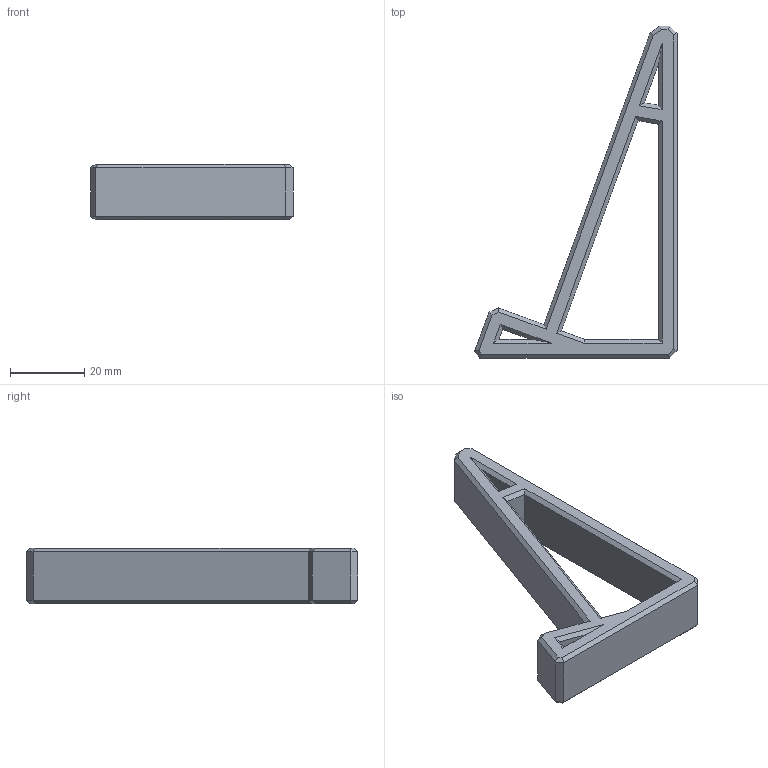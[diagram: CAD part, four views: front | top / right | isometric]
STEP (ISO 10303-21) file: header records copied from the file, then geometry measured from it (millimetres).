
FILE_DESCRIPTION(/* description */ (''),/* implementation_level */ '2;1');
FILE_NAME(/* name */ 'Open_Core0 Stand v1.0.step',/* time_stamp */ '2023-11-23T23:15:01-05:00',/* author */ (''),/* organization */ (''),/* preprocessor_version */ 'ST-DEVELOPER v20',/* originating_system */ 'Autodesk Translation Framework v12.14.0.127',/* authorisation */ '');
FILE_SCHEMA (('AUTOMOTIVE_DESIGN { 1 0 10303 214 3 1 1 }'));
Length unit declared in the file: millimetre
Products named in the file (1): (Unsaved)
Bounding box: 54.32 x 89.14 x 15 mm (x, y, z)
Volume: 18099.1 mm3; surface area: 8778.1 mm2
Topology: 1 solids, 1 shells, 68 faces, 154 edges, 88 vertices
Faces by surface type: plane 68
Entity records: 1851 total; most frequent: CARTESIAN_POINT 311, ORIENTED_EDGE 308, DIRECTION 292, LINE 154, VECTOR 154, EDGE_CURVE 154, VERTEX_POINT 88, EDGE_LOOP 74
